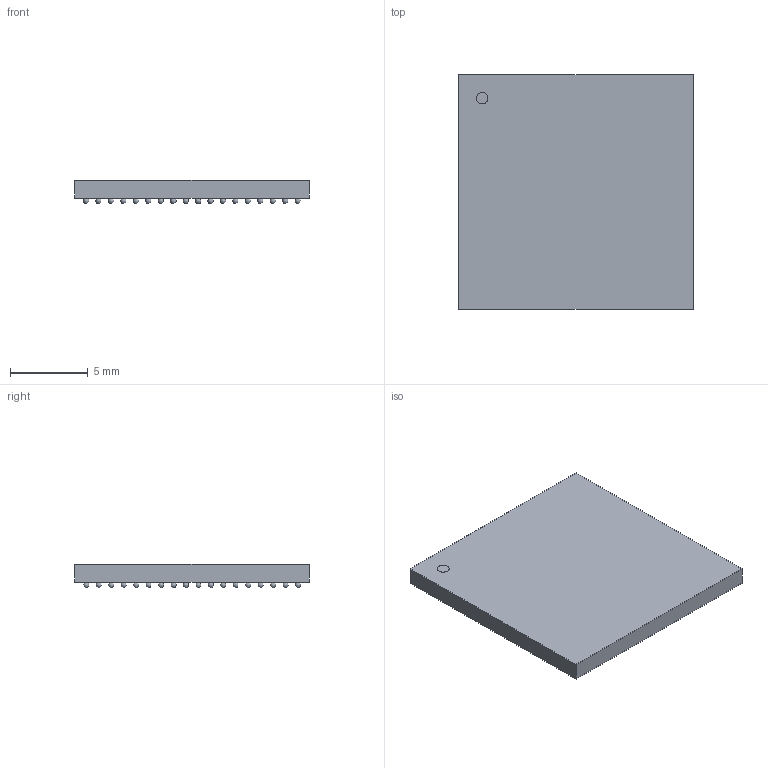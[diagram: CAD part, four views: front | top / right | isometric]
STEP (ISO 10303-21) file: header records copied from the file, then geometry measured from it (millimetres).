
FILE_DESCRIPTION(('FreeCAD Model'),'2;1');
FILE_NAME('Open CASCADE Shape Model','2023-03-28T17:43:08',( 'kicad StepUp'),('ksu MCAD'),'Open CASCADE STEP processor 7.6', 'FreeCAD','Unknown');
FILE_SCHEMA(('AUTOMOTIVE_DESIGN { 1 0 10303 214 1 1 1 1 }'));
Length unit declared in the file: millimetre
Products named in the file (1): bc_260_1
Bounding box: 15.09 x 15.09 x 1.5 mm (x, y, z)
Volume: 266.6 mm3; surface area: 627.2 mm2
Topology: 1 solids, 1 shells, 268 faces, 795 edges, 530 vertices
Faces by surface type: sphere 260, plane 7, cylinder 1
Full cylindrical faces by diameter (mm): 0.754 x1
Entity records: 8080 total; most frequent: DIRECTION 1594, CARTESIAN_POINT 1335, ORIENTED_EDGE 1070, AXIS2_PLACEMENT_3D 791, EDGE_CURVE 535, VERTEX_POINT 530, FACE_BOUND 529, EDGE_LOOP 529
